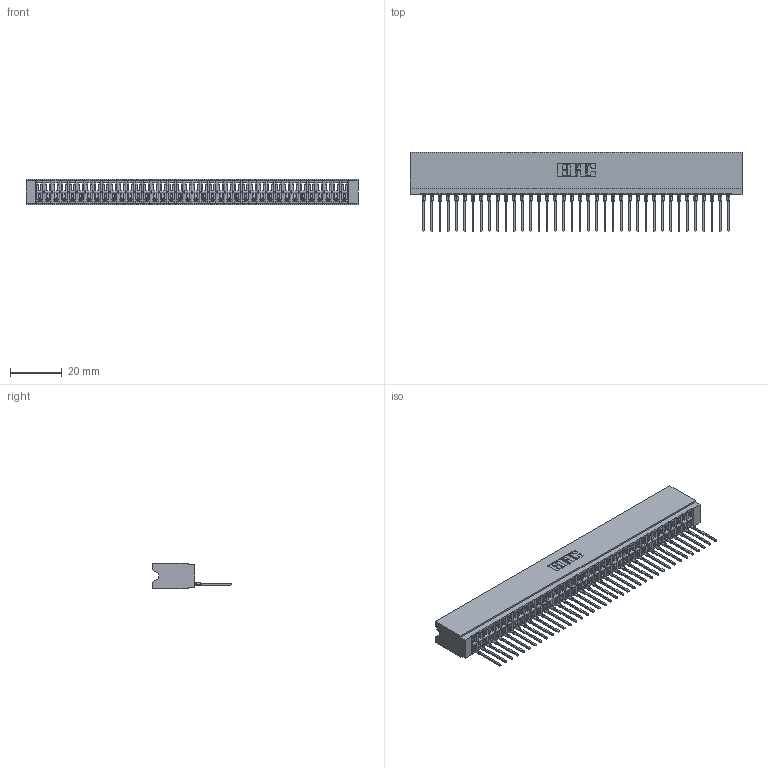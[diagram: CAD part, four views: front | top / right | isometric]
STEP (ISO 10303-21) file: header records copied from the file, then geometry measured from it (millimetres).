
FILE_DESCRIPTION (( 'STEP AP203' ), '1' );
FILE_NAME ('746-038-540-106.STEP', '2026-03-04T15:15:50', ( '' ), ( '' ), 'SwSTEP 2.0', 'SolidWorks 2023', '' );
FILE_SCHEMA (( 'CONFIG_CONTROL_DESIGN' ));
Length unit declared in the file: millimetre
Products named in the file (3): 746-038-540-106; 746 Part_.515 Slot Depth - 06; 746-292-001_540
Assembly tree (39 placements, depth 2):
  746-038-540-106
    746 Part_.515 Slot Depth - 06
    746-292-001_540  x38
Bounding box: 127.89 x 30.59 x 9.91 mm (x, y, z)
Volume: 13453.2 mm3; surface area: 20357.3 mm2
Topology: 39 solids, 39 shells, 4202 faces, 11931 edges, 7661 vertices
Faces by surface type: plane 2450, cylinder 764, bspline 760, torus 228
Entity records: 58005 total; most frequent: CARTESIAN_POINT 11770, ORIENTED_EDGE 10172, DIRECTION 8424, EDGE_CURVE 5086, VECTOR 4522, LINE 4522, VERTEX_POINT 3369, AXIS2_PLACEMENT_3D 1951
